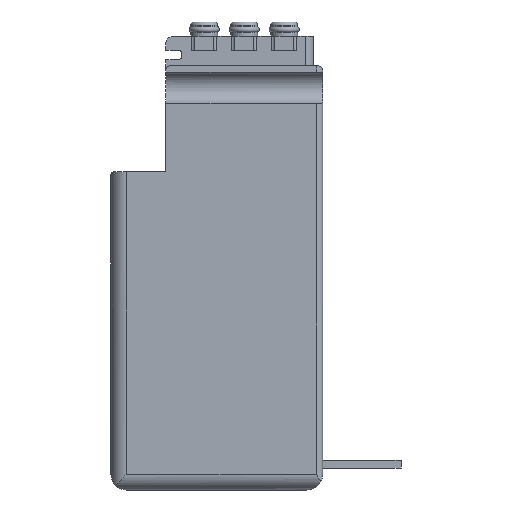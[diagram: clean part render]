
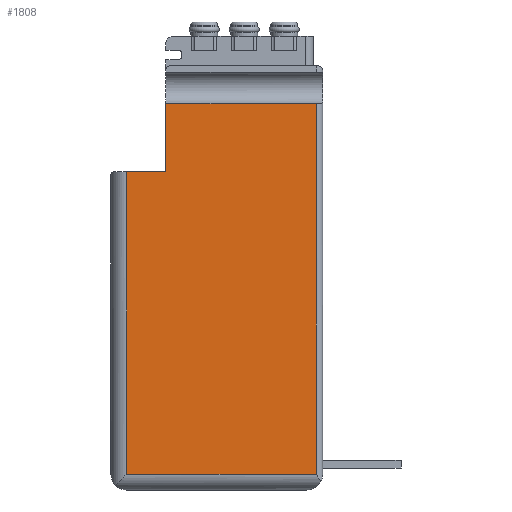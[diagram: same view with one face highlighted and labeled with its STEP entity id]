
A CAD part, left-side view. The second image highlights one B-rep face of the part: STEP entity #1808.
In plain terms, the highlighted planar face has unit normal (-1, 0, 0).
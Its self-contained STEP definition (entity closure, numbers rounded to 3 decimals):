
#277=ORIENTED_EDGE('',*,*,#788,.F.);
#278=ORIENTED_EDGE('',*,*,#722,.F.);
#279=ORIENTED_EDGE('',*,*,#789,.F.);
#280=ORIENTED_EDGE('',*,*,#790,.F.);
#281=ORIENTED_EDGE('',*,*,#791,.T.);
#282=ORIENTED_EDGE('',*,*,#792,.T.);
#722=EDGE_CURVE('',#984,#985,#1164,.T.);
#788=EDGE_CURVE('',#985,#1037,#1207,.T.);
#789=EDGE_CURVE('',#1038,#984,#1208,.T.);
#790=EDGE_CURVE('',#1039,#1038,#1209,.T.);
#791=EDGE_CURVE('',#1039,#1040,#1210,.T.);
#792=EDGE_CURVE('',#1040,#1037,#1211,.T.);
#984=VERTEX_POINT('',#2722);
#985=VERTEX_POINT('',#2724);
#1037=VERTEX_POINT('',#2847);
#1038=VERTEX_POINT('',#2849);
#1039=VERTEX_POINT('',#2851);
#1040=VERTEX_POINT('',#2853);
#1164=LINE('',#2723,#1341);
#1207=LINE('',#2846,#1384);
#1208=LINE('',#2848,#1385);
#1209=LINE('',#2850,#1386);
#1210=LINE('',#2852,#1387);
#1211=LINE('',#2854,#1388);
#1341=VECTOR('',#2154,1000.);
#1384=VECTOR('',#2253,1000.);
#1385=VECTOR('',#2254,1000.);
#1386=VECTOR('',#2255,1000.);
#1387=VECTOR('',#2256,1000.);
#1388=VECTOR('',#2257,1000.);
#1495=EDGE_LOOP('',(#277,#278,#279,#280,#281,#282));
#1624=FACE_BOUND('',#1495,.T.);
#1749=PLANE('',#1955);
#1808=ADVANCED_FACE('',(#1624),#1749,.F.);
#1955=AXIS2_PLACEMENT_3D('',#2845,#2251,#2252);
#2154=DIRECTION('',(0.,0.,1.));
#2251=DIRECTION('',(1.,0.,0.));
#2252=DIRECTION('',(0.,0.,-1.));
#2253=DIRECTION('',(0.,-1.,0.));
#2254=DIRECTION('',(0.,-1.,0.));
#2255=DIRECTION('',(0.,0.,1.));
#2256=DIRECTION('',(0.,-1.,0.));
#2257=DIRECTION('',(0.,0.,1.));
#2722=CARTESIAN_POINT('',(-2.95,10.,-6.75));
#2723=CARTESIAN_POINT('',(-2.95,10.,-6.75));
#2724=CARTESIAN_POINT('',(-2.95,10.,-2.4));
#2845=CARTESIAN_POINT('',(-2.95,0.,0.));
#2846=CARTESIAN_POINT('',(-2.95,0.,-2.4));
#2847=CARTESIAN_POINT('',(-2.95,0.4,-2.4));
#2848=CARTESIAN_POINT('',(-2.95,13.5,-6.75));
#2849=CARTESIAN_POINT('',(-2.95,12.5,-6.75));
#2850=CARTESIAN_POINT('',(-2.95,12.5,-27.05));
#2851=CARTESIAN_POINT('',(-2.95,12.5,-26.05));
#2852=CARTESIAN_POINT('',(-2.95,15.,-26.05));
#2853=CARTESIAN_POINT('',(-2.95,0.4,-26.05));
#2854=CARTESIAN_POINT('',(-2.95,0.4,-27.05));
